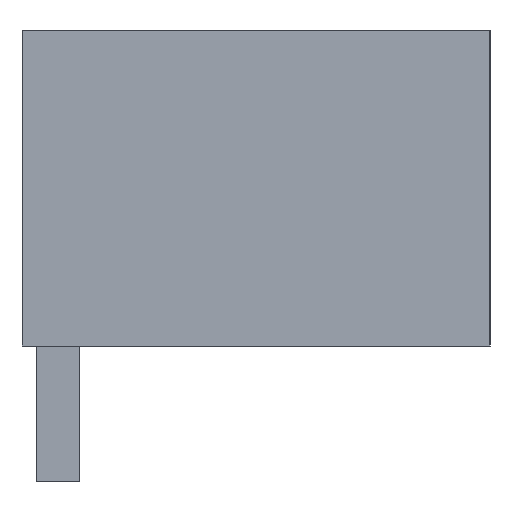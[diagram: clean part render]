
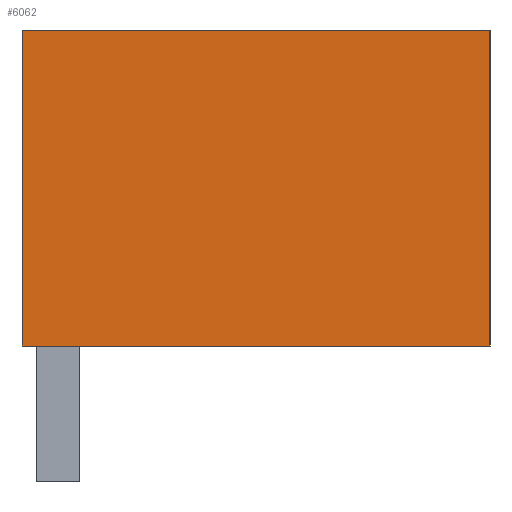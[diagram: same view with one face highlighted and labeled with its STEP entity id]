
A CAD part, left-side view. The second image highlights one B-rep face of the part: STEP entity #6062.
In plain terms, the highlighted planar face has unit normal (-1, 0, 0).
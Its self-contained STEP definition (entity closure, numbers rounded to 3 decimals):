
#6049=AXIS2_PLACEMENT_3D('Plane Axis2P3D',#6046,#6047,#6048) ;
#2138=CARTESIAN_POINT('Vertex',(0.,11.05,3.2)) ;
#2141=CARTESIAN_POINT('Line Origine',(0.,11.05,6.925)) ;
#2145=CARTESIAN_POINT('Vertex',(0.,11.05,10.65)) ;
#2511=CARTESIAN_POINT('Line Origine',(0.,5.525,3.2)) ;
#2515=CARTESIAN_POINT('Vertex',(0.,0.,3.2)) ;
#5115=CARTESIAN_POINT('Line Origine',(0.,5.525,10.65)) ;
#5119=CARTESIAN_POINT('Vertex',(0.,0.,10.65)) ;
#6046=CARTESIAN_POINT('Axis2P3D Location',(0.,-2.377,0.)) ;
#6051=CARTESIAN_POINT('Line Origine',(0.,0.,6.925)) ;
#2142=DIRECTION('Vector Direction',(0.,0.,-1.)) ;
#2512=DIRECTION('Vector Direction',(0.,1.,0.)) ;
#5116=DIRECTION('Vector Direction',(0.,-1.,0.)) ;
#6047=DIRECTION('Axis2P3D Direction',(1.,-0.,0.)) ;
#6048=DIRECTION('Axis2P3D XDirection',(0.,1.,0.)) ;
#6052=DIRECTION('Vector Direction',(0.,0.,1.)) ;
#2143=VECTOR('Line Direction',#2142,1.) ;
#2513=VECTOR('Line Direction',#2512,1.) ;
#5117=VECTOR('Line Direction',#5116,1.) ;
#6053=VECTOR('Line Direction',#6052,1.) ;
#6057=ORIENTED_EDGE('',*,*,#5121,.F.) ;
#6058=ORIENTED_EDGE('',*,*,#2147,.T.) ;
#6059=ORIENTED_EDGE('',*,*,#2517,.F.) ;
#6060=ORIENTED_EDGE('',*,*,#6055,.T.) ;
#6062=ADVANCED_FACE('HOUSING',(#6061),#6050,.F.) ;
#2147=EDGE_CURVE('',#2146,#2139,#2144,.T.) ;
#2517=EDGE_CURVE('',#2516,#2139,#2514,.T.) ;
#5121=EDGE_CURVE('',#2146,#5120,#5118,.T.) ;
#6055=EDGE_CURVE('',#2516,#5120,#6054,.T.) ;
#6056=EDGE_LOOP('',(#6057,#6058,#6059,#6060)) ;
#6061=FACE_OUTER_BOUND('',#6056,.T.) ;
#2144=LINE('Line',#2141,#2143) ;
#2514=LINE('Line',#2511,#2513) ;
#5118=LINE('Line',#5115,#5117) ;
#6054=LINE('Line',#6051,#6053) ;
#6050=PLANE('',#6049) ;
#2139=VERTEX_POINT('',#2138) ;
#2146=VERTEX_POINT('',#2145) ;
#2516=VERTEX_POINT('',#2515) ;
#5120=VERTEX_POINT('',#5119) ;
